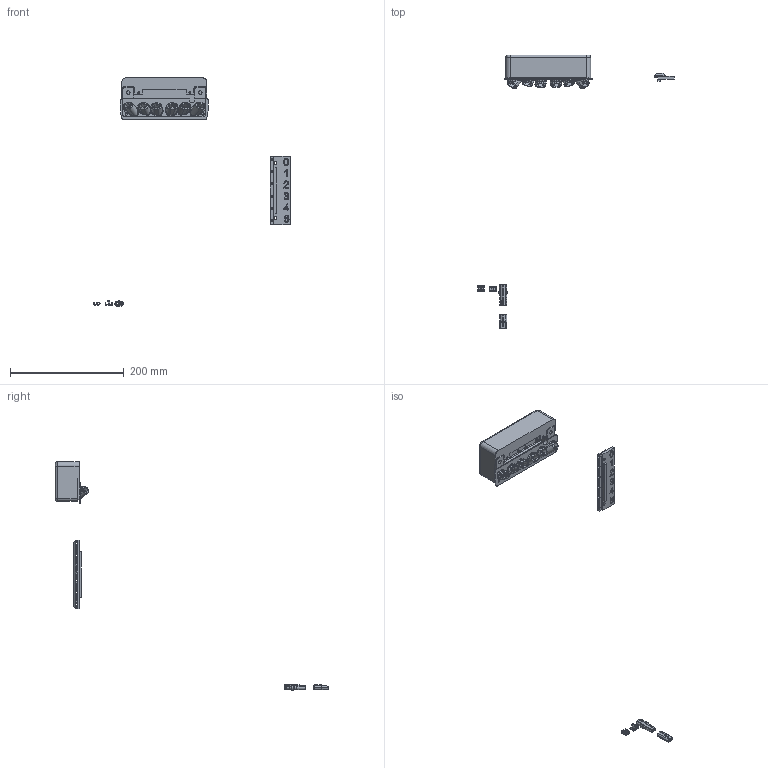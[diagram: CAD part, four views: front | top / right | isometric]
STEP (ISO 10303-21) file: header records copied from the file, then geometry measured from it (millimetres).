
FILE_DESCRIPTION(/* description */ (''),/* implementation_level */ '2;1');
FILE_NAME(/* name */ 'UmbilicalParts.step',/* time_stamp */ '2024-01-06T10:29:10+01:00',/* author */ (''),/* organization */ (''),/* preprocessor_version */ 'ST-DEVELOPER v20',/* originating_system */ 'Autodesk Translation Framework v12.14.0.127',/* authorisation */ '');
FILE_SCHEMA (('AUTOMOTIVE_DESIGN { 1 0 10303 214 3 1 1 }'));
Length unit declared in the file: millimetre
Products named in the file (3): ToolheadWiring-V2; StrainReliefBase; Component168
Assembly tree (2 placements, depth 3):
  ToolheadWiring-V2
    StrainReliefBase
      Component168
Bounding box: 344.71 x 480 x 400.74 mm (x, y, z)
Volume: 125496.1 mm3; surface area: 104350 mm2
Topology: 14 solids, 14 shells, 848 faces, 2288 edges, 1475 vertices
Faces by surface type: plane 399, bspline 212, cylinder 189, cone 30, torus 18
Full cylindrical faces by diameter (mm): 1.3 x2, 1.6 x1, 3.2 x4, 4.7 x2, 5 x12, 5.2 x4, 6 x4, 6.3 x2
Entity records: 31464 total; most frequent: CARTESIAN_POINT 11125, ORIENTED_EDGE 4582, DIRECTION 3612, EDGE_CURVE 2291, VERTEX_POINT 1475, LINE 1338, VECTOR 1338, AXIS2_PLACEMENT_3D 1137
